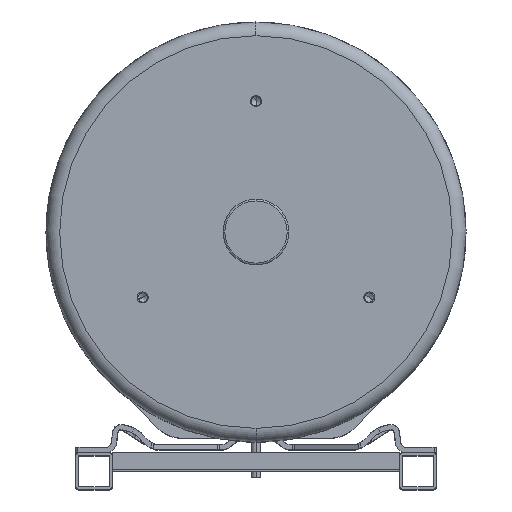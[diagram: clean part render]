
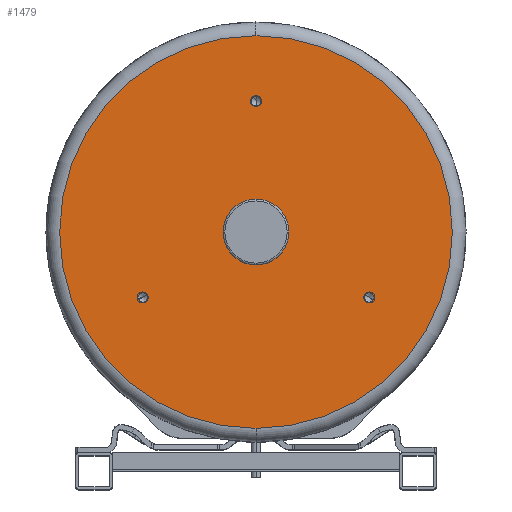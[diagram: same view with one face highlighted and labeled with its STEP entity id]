
A CAD part, top view. The second image highlights one B-rep face of the part: STEP entity #1479.
In plain terms, the highlighted face is planar.
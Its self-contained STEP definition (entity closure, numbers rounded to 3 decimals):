
#315=CARTESIAN_POINT('',(-123.,0.,0.));
#316=DIRECTION('',(-1.,0.,0.));
#317=DIRECTION('',(0.,0.,1.));
#318=AXIS2_PLACEMENT_3D('',#315,#316,#317);
#320=CARTESIAN_POINT('',(-123.,0.,0.));
#321=DIRECTION('',(-1.,0.,0.));
#322=DIRECTION('',(0.,0.,-1.));
#323=AXIS2_PLACEMENT_3D('',#320,#321,#322);
#325=CARTESIAN_POINT('',(-123.,143.,0.));
#326=DIRECTION('',(-1.,0.,0.));
#327=DIRECTION('',(0.,1.,0.));
#328=AXIS2_PLACEMENT_3D('',#325,#326,#327);
#330=CARTESIAN_POINT('',(-123.,143.,0.));
#331=DIRECTION('',(-1.,0.,0.));
#332=DIRECTION('',(0.,-1.,0.));
#333=AXIS2_PLACEMENT_3D('',#330,#331,#332);
#335=CARTESIAN_POINT('',(-123.,-71.5,123.842));
#336=DIRECTION('',(-1.,0.,0.));
#337=DIRECTION('',(0.,-0.5,0.866));
#338=AXIS2_PLACEMENT_3D('',#335,#336,#337);
#340=CARTESIAN_POINT('',(-123.,-71.5,123.842));
#341=DIRECTION('',(-1.,0.,0.));
#342=DIRECTION('',(0.,0.5,-0.866));
#343=AXIS2_PLACEMENT_3D('',#340,#341,#342);
#345=CARTESIAN_POINT('',(-123.,-71.5,-123.842));
#346=DIRECTION('',(-1.,0.,0.));
#347=DIRECTION('',(0.,-0.5,-0.866));
#348=AXIS2_PLACEMENT_3D('',#345,#346,#347);
#350=CARTESIAN_POINT('',(-123.,-71.5,-123.842));
#351=DIRECTION('',(-1.,0.,0.));
#352=DIRECTION('',(0.,0.5,0.866));
#353=AXIS2_PLACEMENT_3D('',#350,#351,#352);
#355=CARTESIAN_POINT('',(-123.,0.,0.));
#356=DIRECTION('',(-1.,0.,0.));
#357=DIRECTION('',(0.,1.,0.));
#358=AXIS2_PLACEMENT_3D('',#355,#356,#357);
#360=CARTESIAN_POINT('',(-123.,0.,0.));
#361=DIRECTION('',(-1.,0.,0.));
#362=DIRECTION('',(0.,-1.,0.));
#363=AXIS2_PLACEMENT_3D('',#360,#361,#362);
#1219=CARTESIAN_POINT('',(-123.,148.1,0.));
#1220=CARTESIAN_POINT('',(-123.,137.9,0.));
#1221=VERTEX_POINT('',#1219);
#1222=VERTEX_POINT('',#1220);
#1229=CARTESIAN_POINT('',(-123.,-74.05,128.258));
#1230=CARTESIAN_POINT('',(-123.,-68.95,119.425));
#1231=VERTEX_POINT('',#1229);
#1232=VERTEX_POINT('',#1230);
#1239=CARTESIAN_POINT('',(-123.,-74.05,-128.258));
#1240=CARTESIAN_POINT('',(-123.,-68.95,-119.425));
#1241=VERTEX_POINT('',#1239);
#1242=VERTEX_POINT('',#1240);
#1243=CARTESIAN_POINT('',(-123.,0.,36.));
#1244=CARTESIAN_POINT('',(-123.,0.,-36.));
#1245=VERTEX_POINT('',#1243);
#1246=VERTEX_POINT('',#1244);
#1259=CARTESIAN_POINT('',(-123.,214.5,0.));
#1260=CARTESIAN_POINT('',(-123.,-214.5,0.));
#1261=VERTEX_POINT('',#1259);
#1262=VERTEX_POINT('',#1260);
#1444=CARTESIAN_POINT('',(-123.,0.,0.));
#1445=DIRECTION('',(1.,0.,0.));
#1446=DIRECTION('',(0.,-1.,0.));
#1447=AXIS2_PLACEMENT_3D('',#1444,#1445,#1446);
#1448=PLANE('',#1447);
#1450=ORIENTED_EDGE('',*,*,#1449,.F.);
#1452=ORIENTED_EDGE('',*,*,#1451,.F.);
#1453=EDGE_LOOP('',(#1450,#1452));
#1454=FACE_OUTER_BOUND('',#1453,.F.);
#1456=ORIENTED_EDGE('',*,*,#1455,.T.);
#1458=ORIENTED_EDGE('',*,*,#1457,.T.);
#1459=EDGE_LOOP('',(#1456,#1458));
#1460=FACE_BOUND('',#1459,.F.);
#1462=ORIENTED_EDGE('',*,*,#1461,.T.);
#1464=ORIENTED_EDGE('',*,*,#1463,.T.);
#1465=EDGE_LOOP('',(#1462,#1464));
#1466=FACE_BOUND('',#1465,.F.);
#1468=ORIENTED_EDGE('',*,*,#1467,.T.);
#1470=ORIENTED_EDGE('',*,*,#1469,.T.);
#1471=EDGE_LOOP('',(#1468,#1470));
#1472=FACE_BOUND('',#1471,.F.);
#1474=ORIENTED_EDGE('',*,*,#1473,.T.);
#1476=ORIENTED_EDGE('',*,*,#1475,.T.);
#1477=EDGE_LOOP('',(#1474,#1476));
#1478=FACE_BOUND('',#1477,.F.);
#1479=ADVANCED_FACE('',(#1454,#1460,#1466,#1472,#1478),#1448,.F.);
#319=CIRCLE('',#318,36.);
#324=CIRCLE('',#323,36.);
#329=CIRCLE('',#328,5.1);
#334=CIRCLE('',#333,5.1);
#339=CIRCLE('',#338,5.1);
#344=CIRCLE('',#343,5.1);
#349=CIRCLE('',#348,5.1);
#354=CIRCLE('',#353,5.1);
#359=CIRCLE('',#358,214.5);
#364=CIRCLE('',#363,214.5);
#1449=EDGE_CURVE('',#1261,#1262,#359,.T.);
#1451=EDGE_CURVE('',#1262,#1261,#364,.T.);
#1455=EDGE_CURVE('',#1245,#1246,#319,.T.);
#1457=EDGE_CURVE('',#1246,#1245,#324,.T.);
#1461=EDGE_CURVE('',#1221,#1222,#329,.T.);
#1463=EDGE_CURVE('',#1222,#1221,#334,.T.);
#1467=EDGE_CURVE('',#1231,#1232,#339,.T.);
#1469=EDGE_CURVE('',#1232,#1231,#344,.T.);
#1473=EDGE_CURVE('',#1241,#1242,#349,.T.);
#1475=EDGE_CURVE('',#1242,#1241,#354,.T.);
